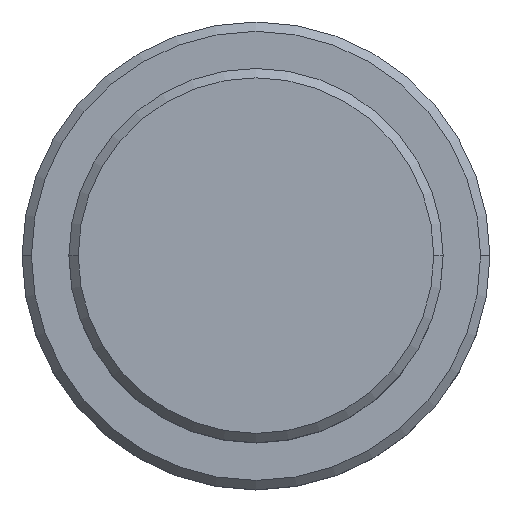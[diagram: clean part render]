
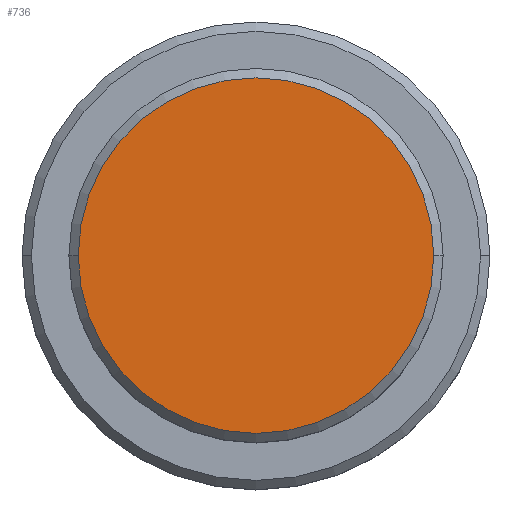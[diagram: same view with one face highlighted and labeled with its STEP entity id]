
A CAD part, top view. The second image highlights one B-rep face of the part: STEP entity #736.
In plain terms, the highlighted planar face has unit normal (0, 0, 1).
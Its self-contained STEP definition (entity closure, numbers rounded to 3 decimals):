
#24 = EDGE_LOOP ( 'NONE', ( #30, #326 ) ) ;
#30 = ORIENTED_EDGE ( 'NONE', *, *, #436, .T. ) ;
#89 = EDGE_CURVE ( 'NONE', #1223, #938, #272, .T. ) ;
#160 = DIRECTION ( 'NONE',  ( 0., 0., 1. ) ) ;
#188 = CARTESIAN_POINT ( 'NONE',  ( 9.5, 0., 0. ) ) ;
#272 = CIRCLE ( 'NONE', #317, 9.5 ) ;
#317 = AXIS2_PLACEMENT_3D ( 'NONE', #812, #160, #1039 ) ;
#326 = ORIENTED_EDGE ( 'NONE', *, *, #89, .T. ) ;
#408 = CARTESIAN_POINT ( 'NONE',  ( 0., 0., 0. ) ) ;
#436 = EDGE_CURVE ( 'NONE', #938, #1223, #1285, .T. ) ;
#636 = DIRECTION ( 'NONE',  ( 0., 0., 1. ) ) ;
#736 = ADVANCED_FACE ( 'NONE', ( #949 ), #1393, .T. ) ;
#812 = CARTESIAN_POINT ( 'NONE',  ( 0., 0., 0. ) ) ;
#844 = DIRECTION ( 'NONE',  ( 1., 0., 0. ) ) ;
#849 = CARTESIAN_POINT ( 'NONE',  ( 0., 0., 0. ) ) ;
#938 = VERTEX_POINT ( 'NONE', #1094 ) ;
#945 = AXIS2_PLACEMENT_3D ( 'NONE', #849, #636, #1070 ) ;
#949 = FACE_OUTER_BOUND ( 'NONE', #24, .T. ) ;
#1039 = DIRECTION ( 'NONE',  ( 1., 0., 0. ) ) ;
#1070 = DIRECTION ( 'NONE',  ( 1., 0., 0. ) ) ;
#1094 = CARTESIAN_POINT ( 'NONE',  ( -9.5, 0., 0. ) ) ;
#1223 = VERTEX_POINT ( 'NONE', #188 ) ;
#1285 = CIRCLE ( 'NONE', #945, 9.5 ) ;
#1343 = AXIS2_PLACEMENT_3D ( 'NONE', #408, #1412, #844 ) ;
#1393 = PLANE ( 'NONE',  #1343 ) ;
#1412 = DIRECTION ( 'NONE',  ( 0., 0., 1. ) ) ;
